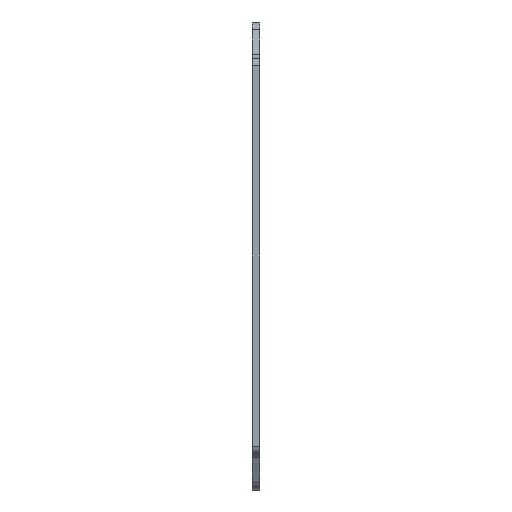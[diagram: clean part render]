
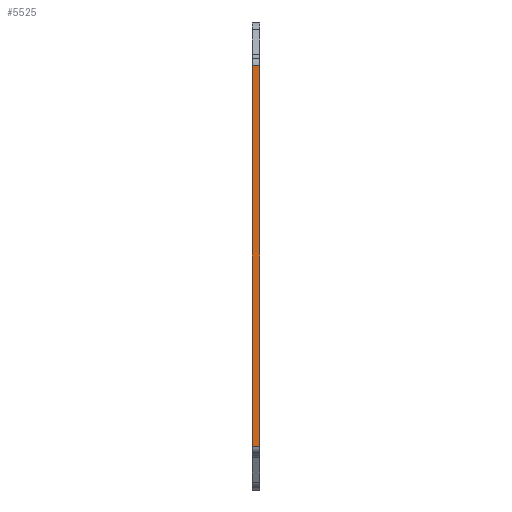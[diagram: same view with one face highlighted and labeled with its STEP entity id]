
A CAD part, left-side view. The second image highlights one B-rep face of the part: STEP entity #5525.
In plain terms, the highlighted planar face has unit normal (-1, 0, 0).
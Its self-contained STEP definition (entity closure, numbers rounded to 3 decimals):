
#833 = DIRECTION ( 'NONE',  ( 0., 1., 0. ) ) ;
#1137 = EDGE_CURVE ( 'NONE', #11450, #12493, #4377, .T. ) ;
#1305 = EDGE_LOOP ( 'NONE', ( #2099, #9324, #11158, #3445 ) ) ;
#1445 = CARTESIAN_POINT ( 'NONE',  ( 11.906, 0., -10. ) ) ;
#1498 = DIRECTION ( 'NONE',  ( 0., -1., 0. ) ) ;
#1558 = VECTOR ( 'NONE', #13346, 1000. ) ;
#1664 = EDGE_CURVE ( 'NONE', #6797, #11450, #8942, .T. ) ;
#1683 = VECTOR ( 'NONE', #833, 1000. ) ;
#2099 = ORIENTED_EDGE ( 'NONE', *, *, #1664, .T. ) ;
#2175 = FACE_OUTER_BOUND ( 'NONE', #1305, .T. ) ;
#3445 = ORIENTED_EDGE ( 'NONE', *, *, #12290, .T. ) ;
#3518 = CARTESIAN_POINT ( 'NONE',  ( 11.906, 0., 11.025 ) ) ;
#3814 = VECTOR ( 'NONE', #1498, 1000. ) ;
#4160 = CARTESIAN_POINT ( 'NONE',  ( 11.906, 1.5, 84.225 ) ) ;
#4377 = LINE ( 'NONE', #13241, #1683 ) ;
#4502 = CARTESIAN_POINT ( 'NONE',  ( 11.906, 0., 84.225 ) ) ;
#5365 = LINE ( 'NONE', #12161, #1558 ) ;
#5475 = AXIS2_PLACEMENT_3D ( 'NONE', #5504, #13422, #13641 ) ;
#5504 = CARTESIAN_POINT ( 'NONE',  ( 11.906, 1.5, -10. ) ) ;
#5525 = ADVANCED_FACE ( 'NONE', ( #2175 ), #7872, .F. ) ;
#6797 = VERTEX_POINT ( 'NONE', #3518 ) ;
#7829 = DIRECTION ( 'NONE',  ( 0., 0., 1. ) ) ;
#7872 = PLANE ( 'NONE',  #5475 ) ;
#8379 = CARTESIAN_POINT ( 'NONE',  ( 11.906, 1.5, 11.025 ) ) ;
#8942 = LINE ( 'NONE', #1445, #14406 ) ;
#8989 = VERTEX_POINT ( 'NONE', #11128 ) ;
#9324 = ORIENTED_EDGE ( 'NONE', *, *, #1137, .T. ) ;
#11128 = CARTESIAN_POINT ( 'NONE',  ( 11.906, 1.5, 11.025 ) ) ;
#11158 = ORIENTED_EDGE ( 'NONE', *, *, #13320, .F. ) ;
#11450 = VERTEX_POINT ( 'NONE', #4502 ) ;
#12161 = CARTESIAN_POINT ( 'NONE',  ( 11.906, 1.5, -10. ) ) ;
#12290 = EDGE_CURVE ( 'NONE', #8989, #6797, #12882, .T. ) ;
#12493 = VERTEX_POINT ( 'NONE', #4160 ) ;
#12882 = LINE ( 'NONE', #8379, #3814 ) ;
#13241 = CARTESIAN_POINT ( 'NONE',  ( 11.906, 1.5, 84.225 ) ) ;
#13320 = EDGE_CURVE ( 'NONE', #8989, #12493, #5365, .T. ) ;
#13346 = DIRECTION ( 'NONE',  ( 0., 0., 1. ) ) ;
#13422 = DIRECTION ( 'NONE',  ( 1., 0., 0. ) ) ;
#13641 = DIRECTION ( 'NONE',  ( 0., 0., -1. ) ) ;
#14406 = VECTOR ( 'NONE', #7829, 1000. ) ;
